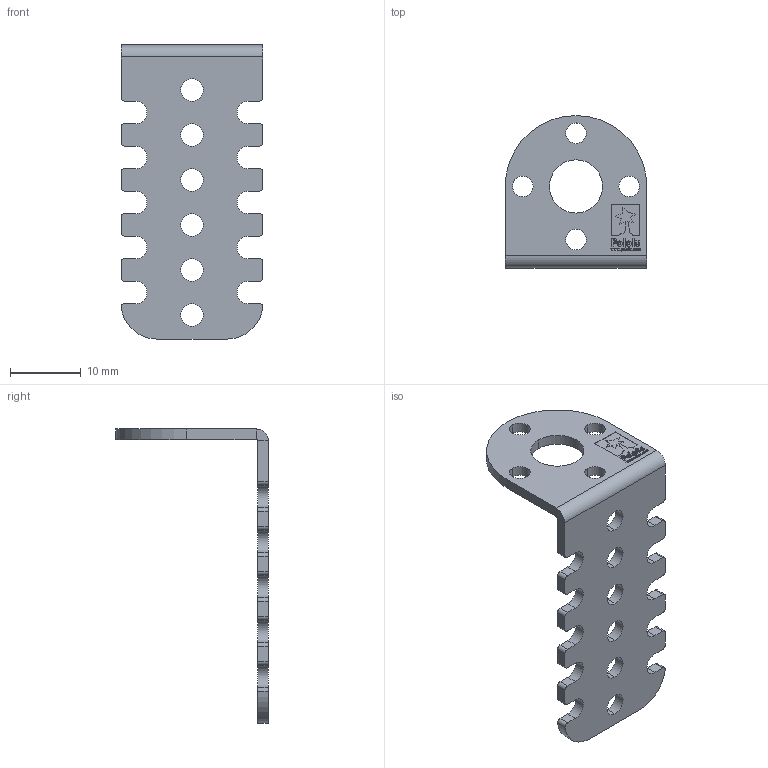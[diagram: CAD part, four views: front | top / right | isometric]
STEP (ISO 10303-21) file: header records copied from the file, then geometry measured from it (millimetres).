
FILE_DESCRIPTION (( 'STEP AP214' ), '1' );
FILE_NAME ('pololu-20d-mm-metal-gearmotor-bracket.step', '2016-03-21T18:58:09', ( '' ), ( '' ), 'SwSTEP 2.0', 'SolidWorks 2015', '' );
FILE_SCHEMA (( 'AUTOMOTIVE_DESIGN' ));
Length unit declared in the file: millimetre
Products named in the file (1): pololu-20d-mm-metal-gearmotor-bracket
Bounding box: 20 x 21.5 x 41.5 mm (x, y, z)
Volume: 1415.1 mm3; surface area: 2377.7 mm2
Topology: 1 solids, 1 shells, 343 faces, 933 edges, 620 vertices
Faces by surface type: plane 188, bspline 98, cylinder 57
Entity records: 13971 total; most frequent: CARTESIAN_POINT 5783, ORIENTED_EDGE 1866, DIRECTION 1343, EDGE_CURVE 933, LINE 623, VECTOR 623, VERTEX_POINT 620, EDGE_LOOP 393
